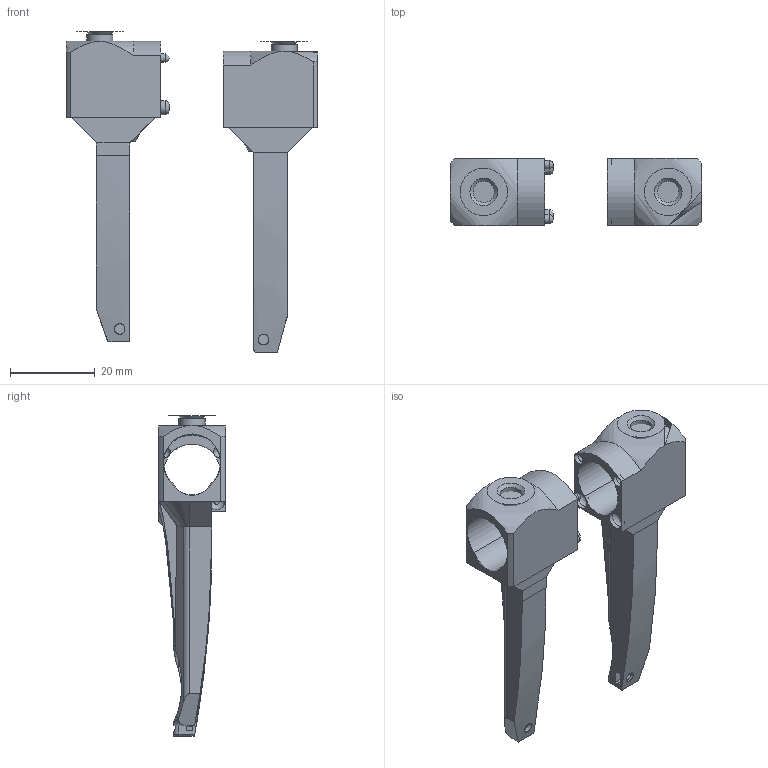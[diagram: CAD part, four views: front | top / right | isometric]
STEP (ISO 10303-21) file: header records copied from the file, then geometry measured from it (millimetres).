
FILE_DESCRIPTION(/* description */ (''),/* implementation_level */ '2;1');
FILE_NAME(/* name */ 'Final1 v1.step',/* time_stamp */ '2022-09-07T15:27:13-04:00',/* author */ (''),/* organization */ (''),/* preprocessor_version */ 'ST-DEVELOPER v19',/* originating_system */ 'Autodesk Translation Framework v11.7.0.108',/* authorisation */ '');
FILE_SCHEMA (('AUTOMOTIVE_DESIGN { 1 0 10303 214 3 1 1 }'));
Length unit declared in the file: millimetre
Products named in the file (3): Final1; Left v2; Right v2
Assembly tree (2 placements, depth 2):
  Final1
    Left v2
    Right v2
Bounding box: 59.18 x 15.75 x 75.47 mm (x, y, z)
Volume: 12819.8 mm3; surface area: 8643.8 mm2
Topology: 2 solids, 2 shells, 196 faces, 513 edges, 327 vertices
Faces by surface type: plane 97, cylinder 41, bspline 34, cone 18, sphere 4, torus 2
Full cylindrical faces by diameter (mm): 2 x2, 2.5 x2, 2.6 x2, 3.331 x2, 3.931 x2, 6.147 x2
Entity records: 7491 total; most frequent: CARTESIAN_POINT 2887, ORIENTED_EDGE 1018, DIRECTION 816, EDGE_CURVE 509, VERTEX_POINT 327, AXIS2_PLACEMENT_3D 281, LINE 254, VECTOR 254
